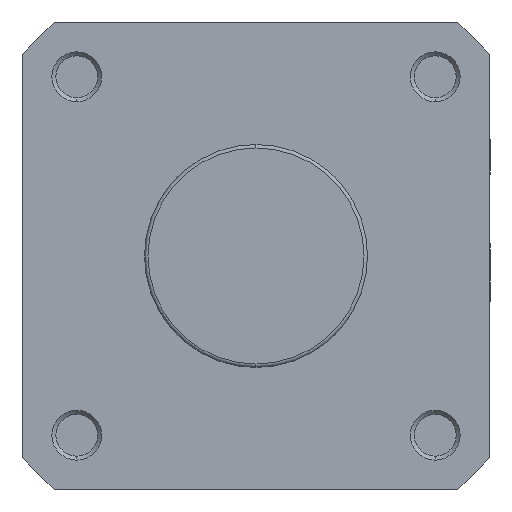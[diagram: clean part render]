
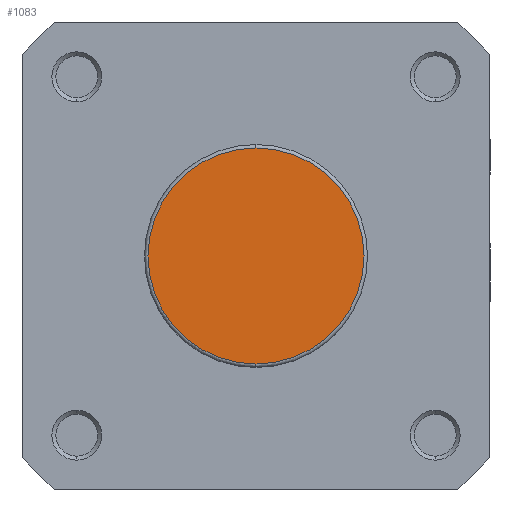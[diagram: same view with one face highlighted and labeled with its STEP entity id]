
A CAD part, left-side view. The second image highlights one B-rep face of the part: STEP entity #1083.
In plain terms, the highlighted planar face has unit normal (-1, 0, 0).
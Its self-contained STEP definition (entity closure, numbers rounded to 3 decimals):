
#55 = EDGE_CURVE ( 'NONE', #850, #732, #5157, .T. ) ;
#367 = ORIENTED_EDGE ( 'NONE', *, *, #55, .T. ) ;
#369 = ORIENTED_EDGE ( 'NONE', *, *, #1954, .T. ) ;
#508 = CARTESIAN_POINT ( 'NONE',  ( 0., 0., 0. ) ) ;
#656 = DIRECTION ( 'NONE',  ( 0., 0., -1. ) ) ;
#732 = VERTEX_POINT ( 'NONE', #3353 ) ;
#788 = DIRECTION ( 'NONE',  ( -1., 0., 0. ) ) ;
#850 = VERTEX_POINT ( 'NONE', #3426 ) ;
#1083 = ADVANCED_FACE ( 'NONE', ( #5452 ), #3722, .F. ) ;
#1954 = EDGE_CURVE ( 'NONE', #732, #850, #1999, .T. ) ;
#1999 = CIRCLE ( 'NONE', #2858, 21.7 ) ;
#2625 = AXIS2_PLACEMENT_3D ( 'NONE', #508, #788, #656 ) ;
#2733 = AXIS2_PLACEMENT_3D ( 'NONE', #3721, #3724, #3725 ) ;
#2858 = AXIS2_PLACEMENT_3D ( 'NONE', #4176, #4183, #4184 ) ;
#3353 = CARTESIAN_POINT ( 'NONE',  ( 0., 0., -21.7 ) ) ;
#3426 = CARTESIAN_POINT ( 'NONE',  ( 0., 0., 21.7 ) ) ;
#3721 = CARTESIAN_POINT ( 'NONE',  ( 0., 22.4, 0. ) ) ;
#3722 = PLANE ( 'NONE',  #2733 ) ;
#3724 = DIRECTION ( 'NONE',  ( 1., 0., 0. ) ) ;
#3725 = DIRECTION ( 'NONE',  ( 0., 0., -1. ) ) ;
#4176 = CARTESIAN_POINT ( 'NONE',  ( 0., 0., 0. ) ) ;
#4183 = DIRECTION ( 'NONE',  ( -1., 0., 0. ) ) ;
#4184 = DIRECTION ( 'NONE',  ( 0., 0., -1. ) ) ;
#5157 = CIRCLE ( 'NONE', #2625, 21.7 ) ;
#5452 = FACE_OUTER_BOUND ( 'NONE', #6173, .T. ) ;
#6173 = EDGE_LOOP ( 'NONE', ( #369, #367 ) ) ;
